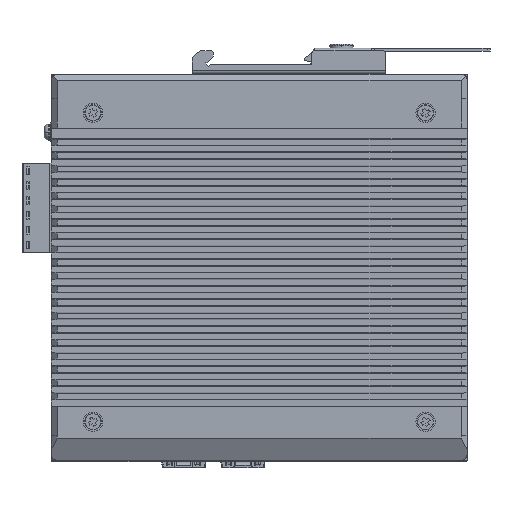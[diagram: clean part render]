
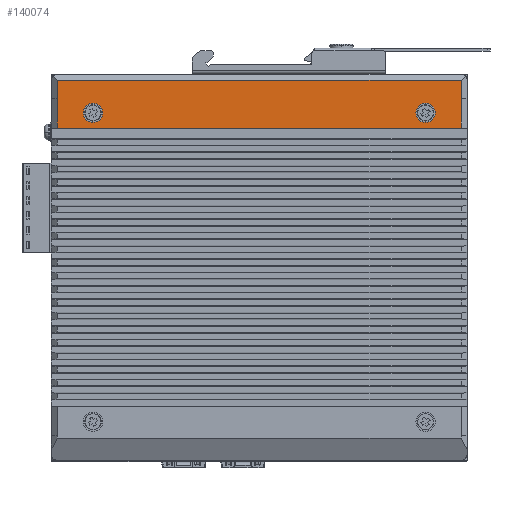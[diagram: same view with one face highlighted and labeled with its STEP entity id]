
A CAD part, left-side view. The second image highlights one B-rep face of the part: STEP entity #140074.
In plain terms, the highlighted planar face has unit normal (-1, 0, 0).
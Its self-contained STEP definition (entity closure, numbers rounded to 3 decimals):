
#2624 = AXIS2_PLACEMENT_3D ( 'NONE', #127958, #138641, #19518 ) ;
#3065 = CARTESIAN_POINT ( 'NONE',  ( -143.165, 172.993, 52. ) ) ;
#4265 = CARTESIAN_POINT ( 'NONE',  ( -143.165, 184.993, 43.65 ) ) ;
#5370 = FACE_BOUND ( 'NONE', #108038, .T. ) ;
#11659 = CARTESIAN_POINT ( 'NONE',  ( -143.165, 60.993, 52. ) ) ;
#11931 = VERTEX_POINT ( 'NONE', #4265 ) ;
#12348 = ORIENTED_EDGE ( 'NONE', *, *, #87376, .F. ) ;
#15663 = LINE ( 'NONE', #80203, #29946 ) ;
#17120 = DIRECTION ( 'NONE',  ( 0., 0., 1. ) ) ;
#18162 = CIRCLE ( 'NONE', #138220, 3.25 ) ;
#18470 = EDGE_CURVE ( 'NONE', #30578, #75293, #40531, .T. ) ;
#19518 = DIRECTION ( 'NONE',  ( 0., 0., -1. ) ) ;
#22206 = DIRECTION ( 'NONE',  ( 0., 1., 0. ) ) ;
#25124 = VECTOR ( 'NONE', #39445, 1000. ) ;
#28533 = CARTESIAN_POINT ( 'NONE',  ( -143.165, 184.993, 53.45 ) ) ;
#29081 = DIRECTION ( 'NONE',  ( 0., 0., -1. ) ) ;
#29946 = VECTOR ( 'NONE', #70978, 1000. ) ;
#30578 = VERTEX_POINT ( 'NONE', #36986 ) ;
#31724 = CARTESIAN_POINT ( 'NONE',  ( -143.165, 48.993, 59.75 ) ) ;
#34333 = VERTEX_POINT ( 'NONE', #121959 ) ;
#36243 = ORIENTED_EDGE ( 'NONE', *, *, #18470, .T. ) ;
#36986 = CARTESIAN_POINT ( 'NONE',  ( -143.165, 48.993, 53.45 ) ) ;
#37226 = LINE ( 'NONE', #81800, #103032 ) ;
#38935 = AXIS2_PLACEMENT_3D ( 'NONE', #53153, #85085, #65161 ) ;
#39445 = DIRECTION ( 'NONE',  ( 0., 0., -1. ) ) ;
#40531 = LINE ( 'NONE', #105006, #108067 ) ;
#43042 = EDGE_CURVE ( 'NONE', #117543, #83440, #59324, .T. ) ;
#46118 = EDGE_LOOP ( 'NONE', ( #102406, #12348 ) ) ;
#46561 = DIRECTION ( 'NONE',  ( -1., 0., 0. ) ) ;
#48644 = DIRECTION ( 'NONE',  ( 0., 0., -1. ) ) ;
#50043 = CARTESIAN_POINT ( 'NONE',  ( -143.165, 184.993, 53.45 ) ) ;
#52425 = EDGE_CURVE ( 'NONE', #75293, #34333, #136543, .T. ) ;
#52868 = CIRCLE ( 'NONE', #84656, 3.25 ) ;
#53153 = CARTESIAN_POINT ( 'NONE',  ( -143.165, 172.993, 48.75 ) ) ;
#58534 = CARTESIAN_POINT ( 'NONE',  ( -143.165, 60.993, 45.5 ) ) ;
#58655 = EDGE_CURVE ( 'NONE', #91429, #11931, #15663, .T. ) ;
#59324 = CIRCLE ( 'NONE', #38935, 3.25 ) ;
#60235 = CARTESIAN_POINT ( 'NONE',  ( -143.165, 48.993, 43.65 ) ) ;
#61726 = ORIENTED_EDGE ( 'NONE', *, *, #140211, .F. ) ;
#63867 = AXIS2_PLACEMENT_3D ( 'NONE', #132329, #46561, #48644 ) ;
#65161 = DIRECTION ( 'NONE',  ( 0., 0., -1. ) ) ;
#70978 = DIRECTION ( 'NONE',  ( 0., 0., -1. ) ) ;
#73048 = DIRECTION ( 'NONE',  ( -1., 0., 0. ) ) ;
#75293 = VERTEX_POINT ( 'NONE', #31724 ) ;
#76205 = CARTESIAN_POINT ( 'NONE',  ( -143.165, 172.993, 45.5 ) ) ;
#76901 = EDGE_CURVE ( 'NONE', #34333, #91429, #125187, .T. ) ;
#79680 = CIRCLE ( 'NONE', #2624, 3.25 ) ;
#80203 = CARTESIAN_POINT ( 'NONE',  ( -143.165, 184.993, -68.25 ) ) ;
#81261 = FACE_OUTER_BOUND ( 'NONE', #83677, .T. ) ;
#81555 = ORIENTED_EDGE ( 'NONE', *, *, #76901, .T. ) ;
#81800 = CARTESIAN_POINT ( 'NONE',  ( -143.165, 48.993, 61.75 ) ) ;
#82509 = ORIENTED_EDGE ( 'NONE', *, *, #43042, .F. ) ;
#83440 = VERTEX_POINT ( 'NONE', #76205 ) ;
#83677 = EDGE_LOOP ( 'NONE', ( #61726, #83741, #36243, #116413, #81555, #119872 ) ) ;
#83741 = ORIENTED_EDGE ( 'NONE', *, *, #85077, .T. ) ;
#84656 = AXIS2_PLACEMENT_3D ( 'NONE', #116938, #137509, #29081 ) ;
#85077 = EDGE_CURVE ( 'NONE', #103808, #30578, #37226, .T. ) ;
#85085 = DIRECTION ( 'NONE',  ( -1., 0., 0. ) ) ;
#87376 = EDGE_CURVE ( 'NONE', #105089, #119228, #79680, .T. ) ;
#87465 = LINE ( 'NONE', #138548, #95805 ) ;
#91429 = VERTEX_POINT ( 'NONE', #28533 ) ;
#94180 = EDGE_CURVE ( 'NONE', #83440, #117543, #18162, .T. ) ;
#94698 = DIRECTION ( 'NONE',  ( 0., 1., 0. ) ) ;
#95805 = VECTOR ( 'NONE', #22206, 1000. ) ;
#97748 = EDGE_CURVE ( 'NONE', #119228, #105089, #52868, .T. ) ;
#99491 = ORIENTED_EDGE ( 'NONE', *, *, #94180, .F. ) ;
#101136 = PLANE ( 'NONE',  #63867 ) ;
#102368 = DIRECTION ( 'NONE',  ( 0., 0., 1. ) ) ;
#102406 = ORIENTED_EDGE ( 'NONE', *, *, #97748, .F. ) ;
#103032 = VECTOR ( 'NONE', #102368, 1000. ) ;
#103808 = VERTEX_POINT ( 'NONE', #60235 ) ;
#105006 = CARTESIAN_POINT ( 'NONE',  ( -143.165, 48.993, 61.75 ) ) ;
#105089 = VERTEX_POINT ( 'NONE', #11659 ) ;
#106291 = CARTESIAN_POINT ( 'NONE',  ( -143.165, 172.993, 48.75 ) ) ;
#106536 = VECTOR ( 'NONE', #94698, 1000. ) ;
#108038 = EDGE_LOOP ( 'NONE', ( #99491, #82509 ) ) ;
#108067 = VECTOR ( 'NONE', #17120, 1000. ) ;
#111077 = FACE_BOUND ( 'NONE', #46118, .T. ) ;
#115966 = CARTESIAN_POINT ( 'NONE',  ( -143.165, 184.993, 59.75 ) ) ;
#116413 = ORIENTED_EDGE ( 'NONE', *, *, #52425, .T. ) ;
#116938 = CARTESIAN_POINT ( 'NONE',  ( -143.165, 60.993, 48.75 ) ) ;
#117543 = VERTEX_POINT ( 'NONE', #3065 ) ;
#119228 = VERTEX_POINT ( 'NONE', #58534 ) ;
#119872 = ORIENTED_EDGE ( 'NONE', *, *, #58655, .T. ) ;
#121959 = CARTESIAN_POINT ( 'NONE',  ( -143.165, 184.993, 59.75 ) ) ;
#125187 = LINE ( 'NONE', #50043, #25124 ) ;
#127958 = CARTESIAN_POINT ( 'NONE',  ( -143.165, 60.993, 48.75 ) ) ;
#132329 = CARTESIAN_POINT ( 'NONE',  ( -143.165, 116.993, -3.25 ) ) ;
#136543 = LINE ( 'NONE', #115966, #106536 ) ;
#137509 = DIRECTION ( 'NONE',  ( -1., 0., 0. ) ) ;
#138220 = AXIS2_PLACEMENT_3D ( 'NONE', #106291, #73048, #138934 ) ;
#138548 = CARTESIAN_POINT ( 'NONE',  ( -143.165, 116.993, 43.65 ) ) ;
#138641 = DIRECTION ( 'NONE',  ( -1., 0., 0. ) ) ;
#138934 = DIRECTION ( 'NONE',  ( 0., 0., -1. ) ) ;
#140074 = ADVANCED_FACE ( 'NONE', ( #81261, #111077, #5370 ), #101136, .T. ) ;
#140211 = EDGE_CURVE ( 'NONE', #103808, #11931, #87465, .T. ) ;
